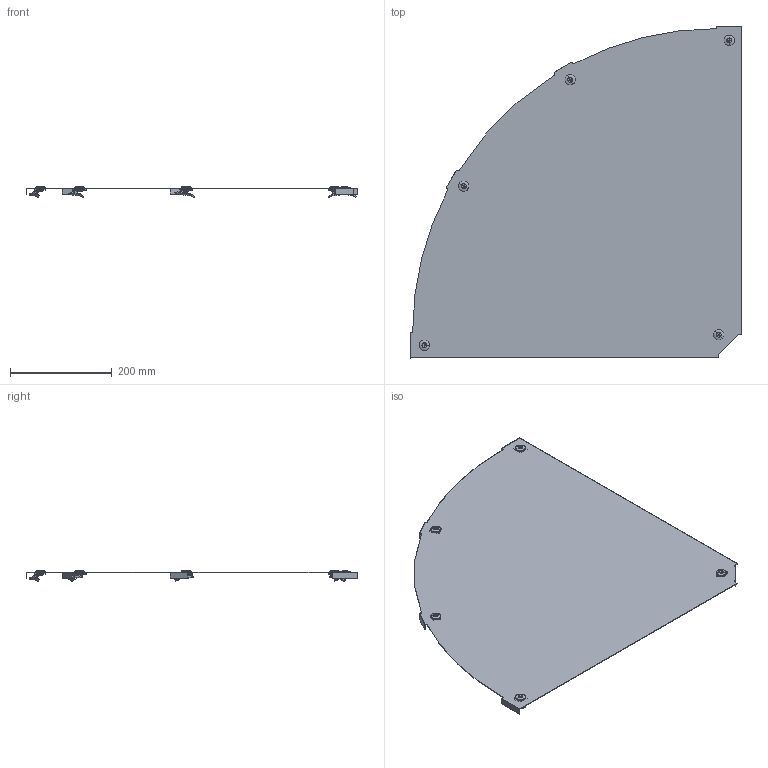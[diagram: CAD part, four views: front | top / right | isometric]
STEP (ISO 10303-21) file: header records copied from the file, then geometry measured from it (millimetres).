
FILE_DESCRIPTION (( 'STEP AP203' ), '1' );
FILE_NAME ('7138512.STEP', '2019-11-04T12:29:14', ( '' ), ( '' ), 'SwSTEP 2.0', 'SolidWorks 2018', '' );
FILE_SCHEMA (( 'CONFIG_CONTROL_DESIGN' ));
Length unit declared in the file: millimetre
Products named in the file (5): 120072_Standard; 109905_quadratisch; 7138512; 048003_NB=600 d-16,5 f〉 Helix-Drehriegel; 099600_Standard
Assembly tree (8 placements, depth 3):
  7138512
    048003_NB=600 d-16,5 f〉 Helix-Drehriegel
    120072_Standard  x5
      099600_Standard
      109905_quadratisch
Bounding box: 650.99 x 650.99 x 21.36 mm (x, y, z)
Volume: 443468.7 mm3; surface area: 703834.5 mm2
Topology: 11 solids, 11 shells, 434 faces, 1226 edges, 819 vertices
Faces by surface type: plane 220, bspline 110, cone 55, cylinder 29, torus 20
Entity records: 7031 total; most frequent: CARTESIAN_POINT 2749, ORIENTED_EDGE 832, DIRECTION 657, EDGE_CURVE 416, VERTEX_POINT 279, VECTOR 247, LINE 247, AXIS2_PLACEMENT_3D 205
